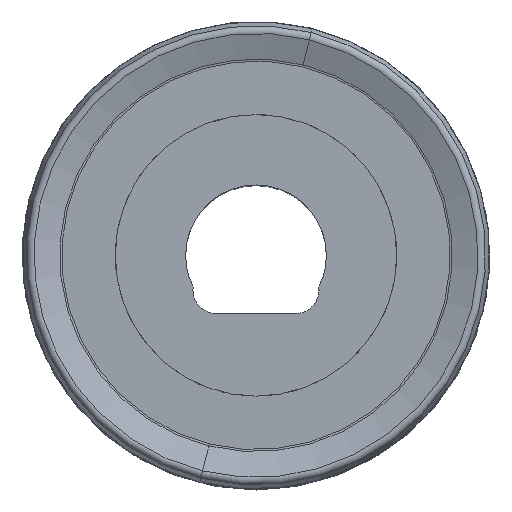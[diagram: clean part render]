
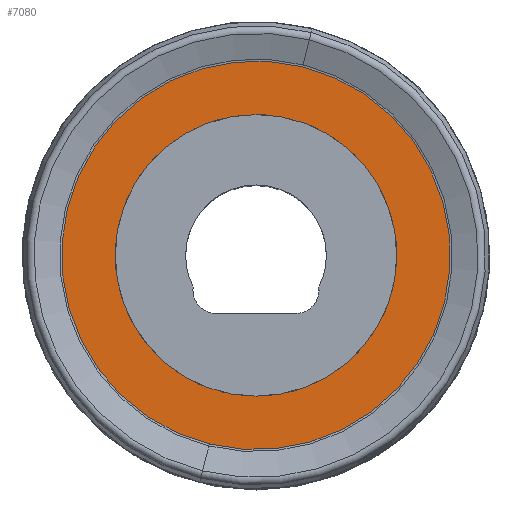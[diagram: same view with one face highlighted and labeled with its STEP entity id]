
A CAD part, top view. The second image highlights one B-rep face of the part: STEP entity #7080.
In plain terms, the highlighted face is planar.
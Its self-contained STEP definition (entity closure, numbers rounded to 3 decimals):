
#330 = EDGE_CURVE ( 'NONE', #17209, #14376, #2805, .T. ) ;
#557 = DIRECTION ( 'NONE',  ( 0., -1., 0. ) ) ;
#647 = DIRECTION ( 'NONE',  ( 0., 0., -1. ) ) ;
#669 = CARTESIAN_POINT ( 'NONE',  ( 0., 1., 0. ) ) ;
#1980 = ORIENTED_EDGE ( 'NONE', *, *, #7177, .T. ) ;
#1990 = DIRECTION ( 'NONE',  ( 0., 1., 0. ) ) ;
#2121 = CARTESIAN_POINT ( 'NONE',  ( 0., 1., 0. ) ) ;
#2203 = CIRCLE ( 'NONE', #5900, 6. ) ;
#2258 = DIRECTION ( 'NONE',  ( 0., 0., -1. ) ) ;
#2662 = CIRCLE ( 'NONE', #16946, 8.28 ) ;
#2805 = CIRCLE ( 'NONE', #15718, 6. ) ;
#3698 = CARTESIAN_POINT ( 'NONE',  ( 0., 1., 6. ) ) ;
#3785 = CARTESIAN_POINT ( 'NONE',  ( 0., 1., 8.28 ) ) ;
#3942 = FACE_BOUND ( 'NONE', #6785, .T. ) ;
#4676 = CARTESIAN_POINT ( 'NONE',  ( 0., 1., -8.28 ) ) ;
#4730 = DIRECTION ( 'NONE',  ( 0., 1., 0. ) ) ;
#5809 = EDGE_LOOP ( 'NONE', ( #1980, #13371 ) ) ;
#5834 = VERTEX_POINT ( 'NONE', #3785 ) ;
#5900 = AXIS2_PLACEMENT_3D ( 'NONE', #17344, #11878, #9115 ) ;
#6171 = CARTESIAN_POINT ( 'NONE',  ( 0., 1., 0. ) ) ;
#6785 = EDGE_LOOP ( 'NONE', ( #7211, #11105 ) ) ;
#7080 = ADVANCED_FACE ( 'NONE', ( #9567, #3942 ), #14387, .F. ) ;
#7177 = EDGE_CURVE ( 'NONE', #13812, #5834, #2662, .T. ) ;
#7211 = ORIENTED_EDGE ( 'NONE', *, *, #7999, .T. ) ;
#7999 = EDGE_CURVE ( 'NONE', #14376, #17209, #2203, .T. ) ;
#9008 = DIRECTION ( 'NONE',  ( 0., 0., -1. ) ) ;
#9115 = DIRECTION ( 'NONE',  ( 0., 0., -1. ) ) ;
#9567 = FACE_OUTER_BOUND ( 'NONE', #5809, .T. ) ;
#9883 = EDGE_CURVE ( 'NONE', #5834, #13812, #14910, .T. ) ;
#10223 = CARTESIAN_POINT ( 'NONE',  ( 0., 1., -6. ) ) ;
#11105 = ORIENTED_EDGE ( 'NONE', *, *, #330, .T. ) ;
#11600 = DIRECTION ( 'NONE',  ( 0., 0., -1. ) ) ;
#11878 = DIRECTION ( 'NONE',  ( 0., -1., 0. ) ) ;
#11925 = DIRECTION ( 'NONE',  ( 0., -1., 0. ) ) ;
#12320 = AXIS2_PLACEMENT_3D ( 'NONE', #6171, #1990, #647 ) ;
#13371 = ORIENTED_EDGE ( 'NONE', *, *, #9883, .T. ) ;
#13812 = VERTEX_POINT ( 'NONE', #4676 ) ;
#14376 = VERTEX_POINT ( 'NONE', #10223 ) ;
#14387 = PLANE ( 'NONE',  #14775 ) ;
#14775 = AXIS2_PLACEMENT_3D ( 'NONE', #2121, #557, #11600 ) ;
#14910 = CIRCLE ( 'NONE', #12320, 8.28 ) ;
#15718 = AXIS2_PLACEMENT_3D ( 'NONE', #17459, #11925, #2258 ) ;
#16946 = AXIS2_PLACEMENT_3D ( 'NONE', #669, #4730, #9008 ) ;
#17209 = VERTEX_POINT ( 'NONE', #3698 ) ;
#17344 = CARTESIAN_POINT ( 'NONE',  ( 0., 1., 0. ) ) ;
#17459 = CARTESIAN_POINT ( 'NONE',  ( 0., 1., 0. ) ) ;
